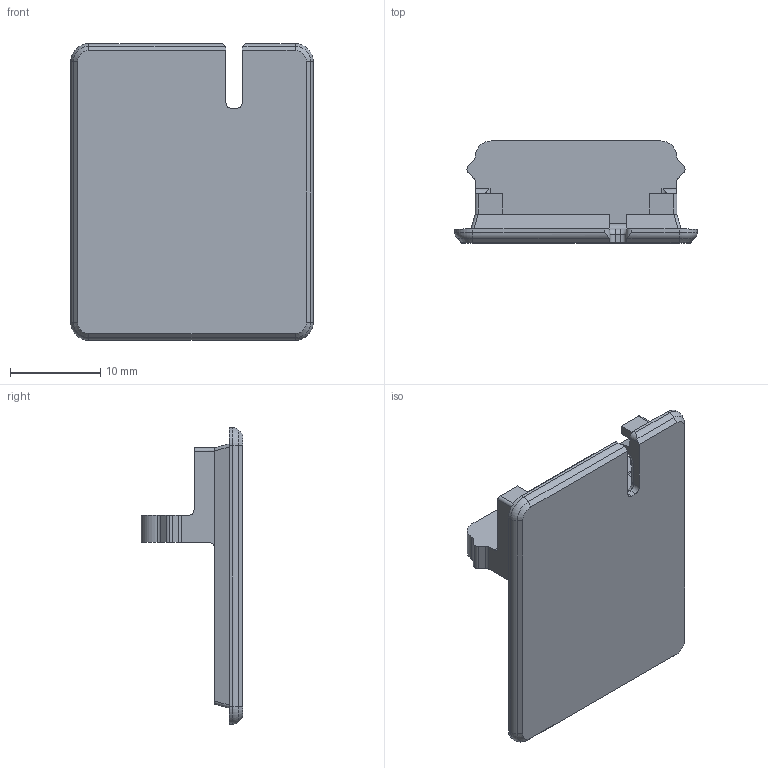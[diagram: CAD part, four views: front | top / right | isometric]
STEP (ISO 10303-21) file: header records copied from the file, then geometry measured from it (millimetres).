
FILE_DESCRIPTION(/* description */ ('STEP AP242 Edition 2','CAx-IF Rec.Pracs.---Representation and Presentation of Product Manufacturing Information (PMI)---4.0---2014-10-13','CAx-IF Rec.Pracs.---3D Tessellated Geometry---0.4---2014-09-14','2;1','CAx-IF Rec.Pracs.---User Defined Attributes---1.5---2016-08-15'),/* implementation_level */ '2;1');
FILE_NAME(/* name */ 'Boron404XCover',/* author */ (''),/* organization */ (''));
FILE_SCHEMA (('AP242_MANAGED_MODEL_BASED_3D_ENGINEERING_MIM_LF { 1 0 10303 442 3 1 4 }'));
Length unit declared in the file: metre
Products named in the file (2): Assembly 1; Cover
Assembly tree (1 placements, depth 2):
  Assembly 1
    Cover
Bounding box: 26.8 x 11.25 x 32.8 mm (x, y, z)
Volume: 2171.7 mm3; surface area: 2648.1 mm2
Topology: 1 solids, 1 shells, 124 faces, 312 edges, 186 vertices
Faces by surface type: cylinder 55, plane 49, torus 12, cone 4, sphere 4
Entity records: 3689 total; most frequent: DIRECTION 676, CARTESIAN_POINT 626, ORIENTED_EDGE 616, EDGE_CURVE 308, AXIS2_PLACEMENT_3D 244, LINE 188, VECTOR 188, VERTEX_POINT 186
